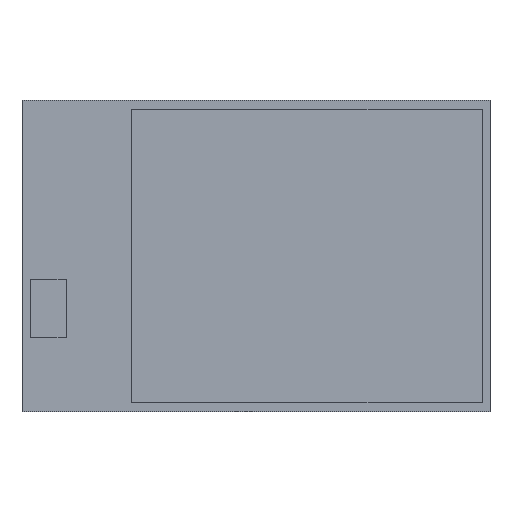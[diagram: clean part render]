
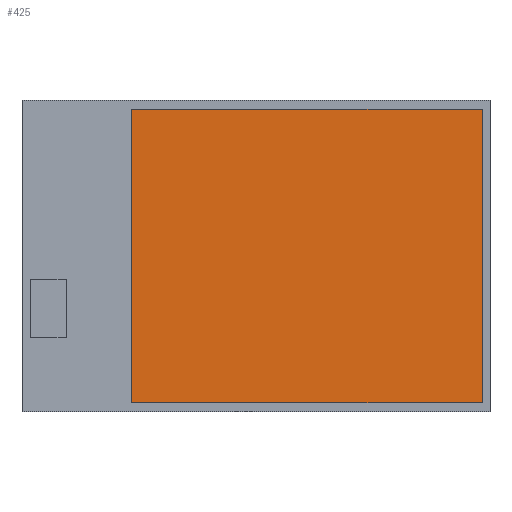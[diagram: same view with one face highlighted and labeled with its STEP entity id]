
A CAD part, top view. The second image highlights one B-rep face of the part: STEP entity #425.
In plain terms, the highlighted planar face has unit normal (0, 0, 1).
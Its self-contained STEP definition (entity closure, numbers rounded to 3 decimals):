
#238 = VERTEX_POINT('',#239);
#239 = CARTESIAN_POINT('',(-6.35,7.5,2.4));
#245 = EDGE_CURVE('',#238,#246,#248,.T.);
#246 = VERTEX_POINT('',#247);
#247 = CARTESIAN_POINT('',(11.55,7.5,2.4));
#248 = LINE('',#249,#250);
#249 = CARTESIAN_POINT('',(-6.35,7.5,2.4));
#250 = VECTOR('',#251,1.);
#251 = DIRECTION('',(1.,0.,0.));
#269 = VERTEX_POINT('',#270);
#270 = CARTESIAN_POINT('',(-6.35,-7.5,2.4));
#276 = EDGE_CURVE('',#269,#238,#277,.T.);
#277 = LINE('',#278,#279);
#278 = CARTESIAN_POINT('',(-6.35,-7.5,2.4));
#279 = VECTOR('',#280,1.);
#280 = DIRECTION('',(0.,1.,0.));
#293 = EDGE_CURVE('',#246,#294,#296,.T.);
#294 = VERTEX_POINT('',#295);
#295 = CARTESIAN_POINT('',(11.55,-7.5,2.4));
#296 = LINE('',#297,#298);
#297 = CARTESIAN_POINT('',(11.55,7.5,2.4));
#298 = VECTOR('',#299,1.);
#299 = DIRECTION('',(0.,-1.,0.));
#317 = EDGE_CURVE('',#294,#269,#318,.T.);
#318 = LINE('',#319,#320);
#319 = CARTESIAN_POINT('',(11.55,-7.5,2.4));
#320 = VECTOR('',#321,1.);
#321 = DIRECTION('',(-1.,0.,0.));
#425 = ADVANCED_FACE('',(#426),#432,.F.);
#426 = FACE_BOUND('',#427,.F.);
#427 = EDGE_LOOP('',(#428,#429,#430,#431));
#428 = ORIENTED_EDGE('',*,*,#245,.T.);
#429 = ORIENTED_EDGE('',*,*,#293,.T.);
#430 = ORIENTED_EDGE('',*,*,#317,.T.);
#431 = ORIENTED_EDGE('',*,*,#276,.T.);
#432 = PLANE('',#433);
#433 = AXIS2_PLACEMENT_3D('',#434,#435,#436);
#434 = CARTESIAN_POINT('',(2.6,0.,2.4));
#435 = DIRECTION('',(-0.,-0.,-1.));
#436 = DIRECTION('',(-1.,0.,0.));
